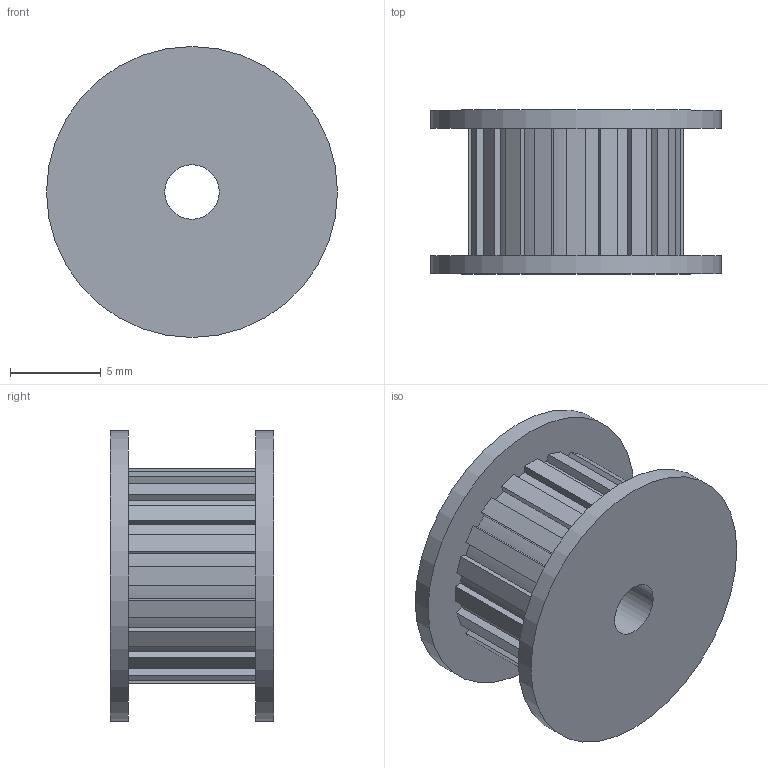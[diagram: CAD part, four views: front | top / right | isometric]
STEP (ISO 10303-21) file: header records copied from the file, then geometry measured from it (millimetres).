
FILE_DESCRIPTION(('FreeCAD Model'),'2;1');
FILE_NAME('sync-pulley.step', '2021-04-28T19:29:29',('Author'),(''), 'Open CASCADE STEP processor 7.3','FreeCAD','Unknown');
FILE_SCHEMA(('AUTOMOTIVE_DESIGN { 1 0 10303 214 1 1 1 1 }'));
Length unit declared in the file: millimetre
Products named in the file (1): sync-pulley
Bounding box: 16 x 9 x 16 mm (x, y, z)
Volume: 1060.8 mm3; surface area: 1129.2 mm2
Topology: 1 solids, 1 shells, 87 faces, 249 edges, 166 vertices
Faces by surface type: plane 64, cylinder 23
Full cylindrical faces by diameter (mm): 3 x1, 16 x2
Entity records: 6051 total; most frequent: CARTESIAN_POINT 1041, DIRECTION 929, LINE 615, VECTOR 615, ORIENTED_EDGE 498, PCURVE 498, DEFINITIONAL_REPRESENTATION 498, EDGE_CURVE 249
